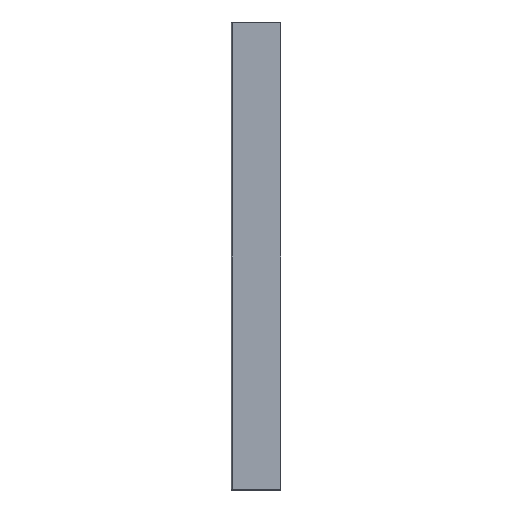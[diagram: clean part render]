
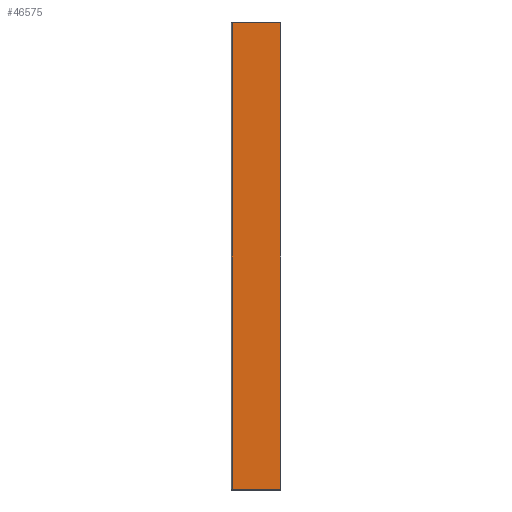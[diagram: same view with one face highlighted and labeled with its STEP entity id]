
A CAD part, front view. The second image highlights one B-rep face of the part: STEP entity #46575.
In plain terms, the highlighted planar face has unit normal (0, -1, 0).
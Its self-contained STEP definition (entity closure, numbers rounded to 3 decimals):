
#36533 = PLANE('',#36534);
#36534 = AXIS2_PLACEMENT_3D('',#36535,#36536,#36537);
#36535 = CARTESIAN_POINT('',(4.,-8.95,0.05));
#36536 = DIRECTION('',(0.,0.707,0.707));
#36537 = DIRECTION('',(1.,0.,0.));
#36892 = PLANE('',#36893);
#36893 = AXIS2_PLACEMENT_3D('',#36894,#36895,#36896);
#36894 = CARTESIAN_POINT('',(4.,-8.95,74.95));
#36895 = DIRECTION('',(0.,-0.707,
    0.707));
#36896 = DIRECTION('',(1.,0.,0.));
#37230 = PLANE('',#37231);
#37231 = AXIS2_PLACEMENT_3D('',#37232,#37233,#37234);
#37232 = CARTESIAN_POINT('',(-3.9,-8.9,0.));
#37233 = DIRECTION('',(-0.707,-0.707,
    0.));
#37234 = DIRECTION('',(0.,0.,1.));
#40849 = VERTEX_POINT('',#40850);
#40850 = CARTESIAN_POINT('',(3.9,-9.,0.1));
#40871 = EDGE_CURVE('',#40849,#40872,#40874,.T.);
#40872 = VERTEX_POINT('',#40873);
#40873 = CARTESIAN_POINT('',(-3.8,-9.,0.1));
#40874 = SURFACE_CURVE('',#40875,(#40879,#40886),.PCURVE_S1.);
#40875 = LINE('',#40876,#40877);
#40876 = CARTESIAN_POINT('',(4.,-9.,0.1));
#40877 = VECTOR('',#40878,1.);
#40878 = DIRECTION('',(-1.,0.,0.));
#40879 = PCURVE('',#36533,#40880);
#40880 = DEFINITIONAL_REPRESENTATION('',(#40881),#40885);
#40881 = LINE('',#40882,#40883);
#40882 = CARTESIAN_POINT('',(0.,-0.071));
#40883 = VECTOR('',#40884,1.);
#40884 = DIRECTION('',(-1.,0.));
#40885 = ( GEOMETRIC_REPRESENTATION_CONTEXT(2) 
PARAMETRIC_REPRESENTATION_CONTEXT() REPRESENTATION_CONTEXT('2D SPACE',''
  ) );
#40886 = PCURVE('',#40887,#40892);
#40887 = PLANE('',#40888);
#40888 = AXIS2_PLACEMENT_3D('',#40889,#40890,#40891);
#40889 = CARTESIAN_POINT('',(4.,-9.,0.));
#40890 = DIRECTION('',(0.,-1.,0.));
#40891 = DIRECTION('',(-1.,0.,0.));
#40892 = DEFINITIONAL_REPRESENTATION('',(#40893),#40897);
#40893 = LINE('',#40894,#40895);
#40894 = CARTESIAN_POINT('',(0.,-0.1));
#40895 = VECTOR('',#40896,1.);
#40896 = DIRECTION('',(1.,0.));
#40897 = ( GEOMETRIC_REPRESENTATION_CONTEXT(2) 
PARAMETRIC_REPRESENTATION_CONTEXT() REPRESENTATION_CONTEXT('2D SPACE',''
  ) );
#41197 = VERTEX_POINT('',#41198);
#41198 = CARTESIAN_POINT('',(3.9,-9.,74.9));
#41219 = EDGE_CURVE('',#41197,#41220,#41222,.T.);
#41220 = VERTEX_POINT('',#41221);
#41221 = CARTESIAN_POINT('',(-3.8,-9.,74.9));
#41222 = SURFACE_CURVE('',#41223,(#41227,#41234),.PCURVE_S1.);
#41223 = LINE('',#41224,#41225);
#41224 = CARTESIAN_POINT('',(4.,-9.,74.9));
#41225 = VECTOR('',#41226,1.);
#41226 = DIRECTION('',(-1.,0.,0.));
#41227 = PCURVE('',#36892,#41228);
#41228 = DEFINITIONAL_REPRESENTATION('',(#41229),#41233);
#41229 = LINE('',#41230,#41231);
#41230 = CARTESIAN_POINT('',(0.,-0.071));
#41231 = VECTOR('',#41232,1.);
#41232 = DIRECTION('',(-1.,0.));
#41233 = ( GEOMETRIC_REPRESENTATION_CONTEXT(2) 
PARAMETRIC_REPRESENTATION_CONTEXT() REPRESENTATION_CONTEXT('2D SPACE',''
  ) );
#41234 = PCURVE('',#40887,#41235);
#41235 = DEFINITIONAL_REPRESENTATION('',(#41236),#41240);
#41236 = LINE('',#41237,#41238);
#41237 = CARTESIAN_POINT('',(0.,-74.9));
#41238 = VECTOR('',#41239,1.);
#41239 = DIRECTION('',(1.,0.));
#41240 = ( GEOMETRIC_REPRESENTATION_CONTEXT(2) 
PARAMETRIC_REPRESENTATION_CONTEXT() REPRESENTATION_CONTEXT('2D SPACE',''
  ) );
#41321 = EDGE_CURVE('',#40872,#41220,#41322,.T.);
#41322 = SURFACE_CURVE('',#41323,(#41327,#41334),.PCURVE_S1.);
#41323 = LINE('',#41324,#41325);
#41324 = CARTESIAN_POINT('',(-3.8,-9.,0.));
#41325 = VECTOR('',#41326,1.);
#41326 = DIRECTION('',(0.,0.,1.));
#41327 = PCURVE('',#37230,#41328);
#41328 = DEFINITIONAL_REPRESENTATION('',(#41329),#41333);
#41329 = LINE('',#41330,#41331);
#41330 = CARTESIAN_POINT('',(0.,-0.141));
#41331 = VECTOR('',#41332,1.);
#41332 = DIRECTION('',(1.,0.));
#41333 = ( GEOMETRIC_REPRESENTATION_CONTEXT(2) 
PARAMETRIC_REPRESENTATION_CONTEXT() REPRESENTATION_CONTEXT('2D SPACE',''
  ) );
#41334 = PCURVE('',#40887,#41335);
#41335 = DEFINITIONAL_REPRESENTATION('',(#41336),#41340);
#41336 = LINE('',#41337,#41338);
#41337 = CARTESIAN_POINT('',(7.8,0.));
#41338 = VECTOR('',#41339,1.);
#41339 = DIRECTION('',(0.,-1.));
#41340 = ( GEOMETRIC_REPRESENTATION_CONTEXT(2) 
PARAMETRIC_REPRESENTATION_CONTEXT() REPRESENTATION_CONTEXT('2D SPACE',''
  ) );
#46444 = PLANE('',#46445);
#46445 = AXIS2_PLACEMENT_3D('',#46446,#46447,#46448);
#46446 = CARTESIAN_POINT('',(3.95,-8.95,0.));
#46447 = DIRECTION('',(0.707,-0.707,0.));
#46448 = DIRECTION('',(0.,0.,1.));
#46575 = ADVANCED_FACE('',(#46576),#40887,.T.);
#46576 = FACE_BOUND('',#46577,.T.);
#46577 = EDGE_LOOP('',(#46578,#46599,#46600,#46601));
#46578 = ORIENTED_EDGE('',*,*,#46579,.T.);
#46579 = EDGE_CURVE('',#40849,#41197,#46580,.T.);
#46580 = SURFACE_CURVE('',#46581,(#46585,#46592),.PCURVE_S1.);
#46581 = LINE('',#46582,#46583);
#46582 = CARTESIAN_POINT('',(3.9,-9.,0.));
#46583 = VECTOR('',#46584,1.);
#46584 = DIRECTION('',(0.,0.,1.));
#46585 = PCURVE('',#40887,#46586);
#46586 = DEFINITIONAL_REPRESENTATION('',(#46587),#46591);
#46587 = LINE('',#46588,#46589);
#46588 = CARTESIAN_POINT('',(0.1,0.));
#46589 = VECTOR('',#46590,1.);
#46590 = DIRECTION('',(0.,-1.));
#46591 = ( GEOMETRIC_REPRESENTATION_CONTEXT(2) 
PARAMETRIC_REPRESENTATION_CONTEXT() REPRESENTATION_CONTEXT('2D SPACE',''
  ) );
#46592 = PCURVE('',#46444,#46593);
#46593 = DEFINITIONAL_REPRESENTATION('',(#46594),#46598);
#46594 = LINE('',#46595,#46596);
#46595 = CARTESIAN_POINT('',(0.,0.071));
#46596 = VECTOR('',#46597,1.);
#46597 = DIRECTION('',(1.,0.));
#46598 = ( GEOMETRIC_REPRESENTATION_CONTEXT(2) 
PARAMETRIC_REPRESENTATION_CONTEXT() REPRESENTATION_CONTEXT('2D SPACE',''
  ) );
#46599 = ORIENTED_EDGE('',*,*,#41219,.T.);
#46600 = ORIENTED_EDGE('',*,*,#41321,.F.);
#46601 = ORIENTED_EDGE('',*,*,#40871,.F.);
